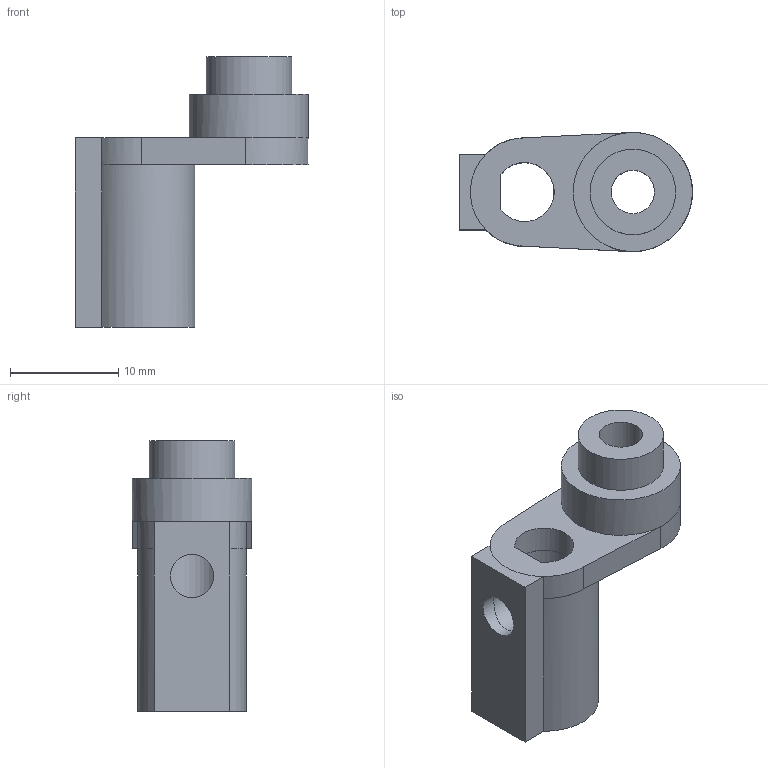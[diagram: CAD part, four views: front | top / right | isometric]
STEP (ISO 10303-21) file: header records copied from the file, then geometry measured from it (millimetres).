
FILE_DESCRIPTION(('FreeCAD Model'),'2;1');
FILE_NAME('Open CASCADE Shape Model','2024-11-12T16:29:47',(''),(''), 'Open CASCADE STEP processor 7.7','FreeCAD','Unknown');
FILE_SCHEMA(('AUTOMOTIVE_DESIGN { 1 0 10303 214 1 1 1 1 }'));
Length unit declared in the file: millimetre
Products named in the file (1): linkage2
Bounding box: 21.51 x 11 x 25 mm (x, y, z)
Volume: 1825.3 mm3; surface area: 1680.1 mm2
Topology: 1 solids, 1 shells, 35 faces, 83 edges, 50 vertices
Faces by surface type: plane 21, cylinder 14
Full cylindrical faces by diameter (mm): 4 x5, 7.9 x1, 11 x1
Entity records: 1192 total; most frequent: CARTESIAN_POINT 328, DIRECTION 189, ORIENTED_EDGE 166, EDGE_CURVE 83, AXIS2_PLACEMENT_3D 74, VERTEX_POINT 50, FACE_BOUND 41, EDGE_LOOP 41
